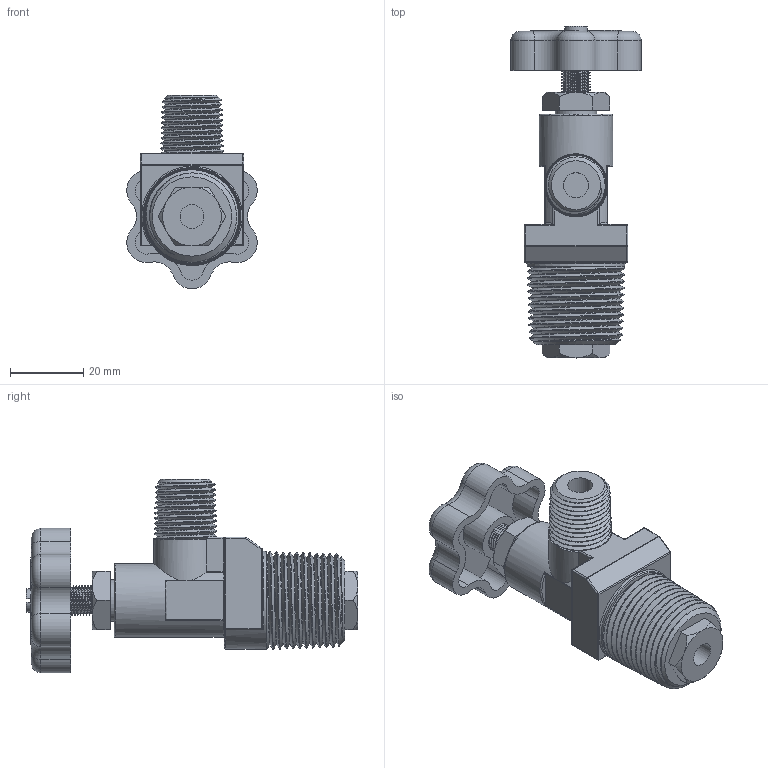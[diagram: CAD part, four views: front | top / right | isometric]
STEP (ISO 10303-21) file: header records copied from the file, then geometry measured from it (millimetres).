
FILE_DESCRIPTION(/* description */ ('Valve for Lift Truck Propane Tanks'),/* implementation_level */ '2;1');
FILE_NAME(/* name */ 'Tank Valve.step',/* time_stamp */ '2025-11-18T11:04:46-05:00',/* author */ (''),/* organization */ (''),/* preprocessor_version */ 'ST-DEVELOPER v20.1',/* originating_system */ 'Autodesk Translation Framework v14.21.0.0',/* authorisation */ '');
FILE_SCHEMA (('AUTOMOTIVE_DESIGN { 1 0 10303 214 3 1 1 }'));
Products named in the file (1): 77445A61
Bounding box: 35.5 x 90.35 x 52.62 mm (x, y, z)
Volume: 39139 mm3; surface area: 15930.2 mm2
Topology: 3 solids, 3 shells, 607 faces, 1549 edges, 983 vertices
Faces by surface type: plane 282, bspline 120, cylinder 117, cone 38, torus 36, sphere 14
Full cylindrical faces by diameter (mm): 6.325 x1, 6.464 x1, 6.795 x1, 7.066 x7, 7.925 x8, 9.017 x1, 11.265 x1, 12.497 x1, 16.497 x1, 20.104 x1, 26.67 x1
Entity records: 42510 total; most frequent: CARTESIAN_POINT 28799, ORIENTED_EDGE 3074, DIRECTION 2416, EDGE_CURVE 1537, VERTEX_POINT 983, LINE 896, VECTOR 896, AXIS2_PLACEMENT_3D 760
